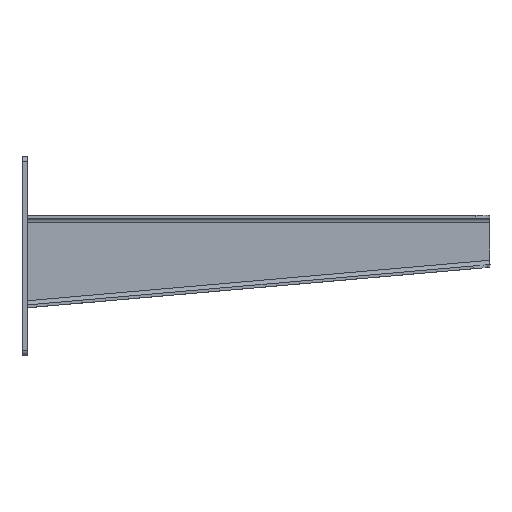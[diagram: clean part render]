
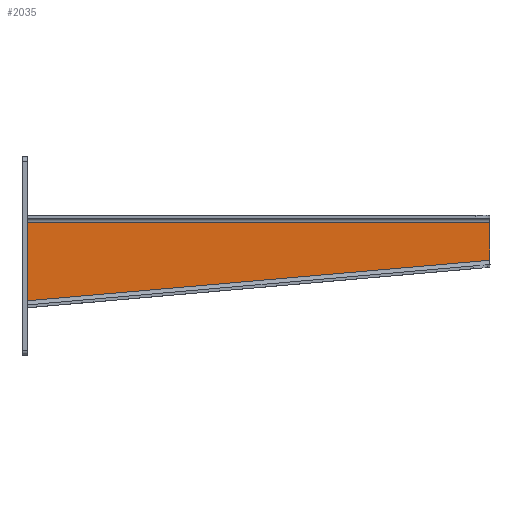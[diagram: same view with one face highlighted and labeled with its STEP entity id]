
A CAD part, top view. The second image highlights one B-rep face of the part: STEP entity #2035.
In plain terms, the highlighted planar face has unit normal (0, 0, 1).
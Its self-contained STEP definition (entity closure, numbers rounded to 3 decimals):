
#43 = LINE ( 'NONE', #965, #48 ) ;
#48 = VECTOR ( 'NONE', #176, 1000. ) ;
#176 = DIRECTION ( 'NONE',  ( -1., 0., 0. ) ) ;
#302 = CARTESIAN_POINT ( 'NONE',  ( -3., 73.5, 0. ) ) ;
#306 = CARTESIAN_POINT ( 'NONE',  ( -330., 73.5, 0. ) ) ;
#310 = DIRECTION ( 'NONE',  ( 0., 1., 0. ) ) ;
#315 = DIRECTION ( 'NONE',  ( 0., -1., 0. ) ) ;
#316 = CARTESIAN_POINT ( 'NONE',  ( -624.978, -41.047, 0. ) ) ;
#318 = DIRECTION ( 'NONE',  ( -0.996, -0.087, 0. ) ) ;
#514 = VERTEX_POINT ( 'NONE', #994 ) ;
#522 = VERTEX_POINT ( 'NONE', #997 ) ;
#527 = VERTEX_POINT ( 'NONE', #1002 ) ;
#528 = VERTEX_POINT ( 'NONE', #1003 ) ;
#723 = LINE ( 'NONE', #302, #728 ) ;
#725 = LINE ( 'NONE', #306, #734 ) ;
#728 = VECTOR ( 'NONE', #310, 1000. ) ;
#733 = LINE ( 'NONE', #316, #736 ) ;
#734 = VECTOR ( 'NONE', #315, 1000. ) ;
#736 = VECTOR ( 'NONE', #318, 1000. ) ;
#965 = CARTESIAN_POINT ( 'NONE',  ( -635., 40.22, 0. ) ) ;
#994 = CARTESIAN_POINT ( 'NONE',  ( -3., 40.22, 0. ) ) ;
#997 = CARTESIAN_POINT ( 'NONE',  ( -330., 40.22, 0. ) ) ;
#1002 = CARTESIAN_POINT ( 'NONE',  ( -3., 13.369, 0. ) ) ;
#1003 = CARTESIAN_POINT ( 'NONE',  ( -330., -15.24, 0. ) ) ;
#1338 = CARTESIAN_POINT ( 'NONE',  ( -635., 73.5, 0. ) ) ;
#1343 = PLANE ( 'NONE',  #2169 ) ;
#1346 = DIRECTION ( 'NONE',  ( 0., 0., -1. ) ) ;
#1347 = DIRECTION ( 'NONE',  ( -1., 0., 0. ) ) ;
#1531 = FACE_OUTER_BOUND ( 'NONE', #1819, .T. ) ;
#1819 = EDGE_LOOP ( 'NONE', ( #1829, #1830, #1831, #1832 ) ) ;
#1829 = ORIENTED_EDGE ( 'NONE', *, *, #2254, .T. ) ;
#1830 = ORIENTED_EDGE ( 'NONE', *, *, #2255, .F. ) ;
#1831 = ORIENTED_EDGE ( 'NONE', *, *, #2251, .T. ) ;
#1832 = ORIENTED_EDGE ( 'NONE', *, *, #2081, .T. ) ;
#2035 = ADVANCED_FACE ( 'NONE', ( #1531 ), #1343, .F. ) ;
#2081 = EDGE_CURVE ( 'NONE', #514, #522, #43, .T. ) ;
#2169 = AXIS2_PLACEMENT_3D ( 'NONE', #1338, #1346, #1347 ) ;
#2251 = EDGE_CURVE ( 'NONE', #527, #514, #723, .T. ) ;
#2254 = EDGE_CURVE ( 'NONE', #522, #528, #725, .T. ) ;
#2255 = EDGE_CURVE ( 'NONE', #527, #528, #733, .T. ) ;
